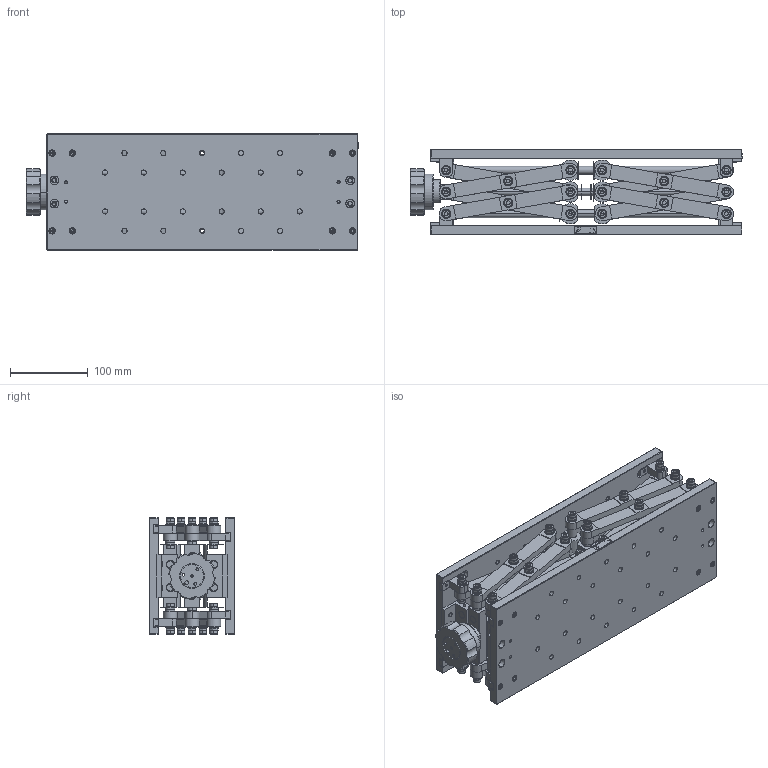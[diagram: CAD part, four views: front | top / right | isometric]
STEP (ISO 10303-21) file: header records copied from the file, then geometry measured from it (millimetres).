
FILE_DESCRIPTION (( 'STEP AP203' ), '1' );
FILE_NAME ('518362.STEP', '2025-07-09T06:39:47', ( '' ), ( '' ), 'SwSTEP 2.0', 'SolidWorks 2020', '' );
FILE_SCHEMA (( 'CONFIG_CONTROL_DESIGN' ));
Products named in the file (1): 518362
Bounding box: 426.5 x 110 x 150 mm (x, y, z)
Surface area: 572238.5 mm2 (no closed solid volume)
Topology: 0 solids, 415 shells, 2010 faces, 6527 edges, 4858 vertices
Faces by surface type: plane 995, cylinder 666, cone 297, torus 52
Entity records: 117117 total; most frequent: CARTESIAN_POINT 61633, DIRECTION 10920, ORIENTED_EDGE 10094, EDGE_CURVE 6511, VERTEX_POINT 4858, AXIS2_PLACEMENT_3D 3807, VECTOR 3306, LINE 3306
